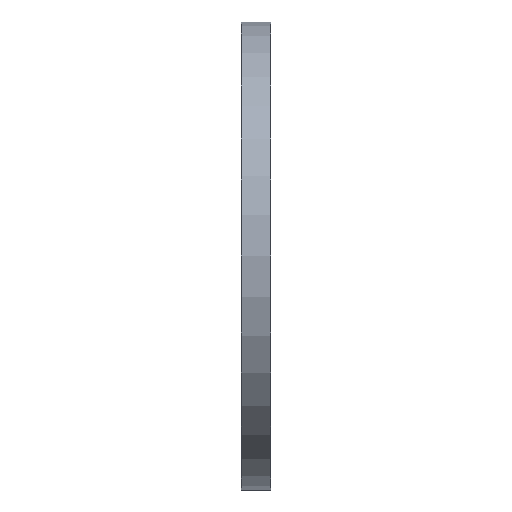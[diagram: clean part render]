
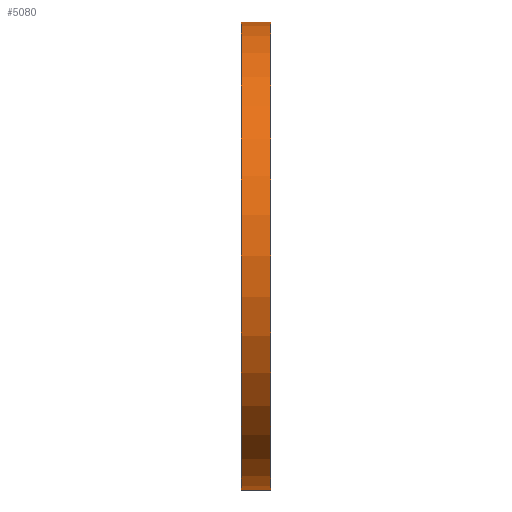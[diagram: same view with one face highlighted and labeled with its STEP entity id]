
A CAD part, left-side view. The second image highlights one B-rep face of the part: STEP entity #5080.
In plain terms, the highlighted cylindrical face has radius 50.546 mm (diameter 101.092 mm), a partial arc.
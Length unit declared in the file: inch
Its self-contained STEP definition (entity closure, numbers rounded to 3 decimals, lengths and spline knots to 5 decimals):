
#24 = ORIENTED_EDGE ( 'NONE', *, *, #3024, .T. ) ;
#105 = EDGE_CURVE ( 'NONE', #2207, #384, #6149, .T. ) ;
#317 = FACE_OUTER_BOUND ( 'NONE', #1679, .T. ) ;
#384 = VERTEX_POINT ( 'NONE', #1274 ) ;
#413 = DIRECTION ( 'NONE',  ( 0., 0., 1. ) ) ;
#594 = CARTESIAN_POINT ( 'NONE',  ( 0., 0.25, 0. ) ) ;
#789 = CARTESIAN_POINT ( 'NONE',  ( 0., 0.25, -1.99 ) ) ;
#917 = VECTOR ( 'NONE', #5600, 39.37008 ) ;
#1274 = CARTESIAN_POINT ( 'NONE',  ( 0., 0., 1.99 ) ) ;
#1679 = EDGE_LOOP ( 'NONE', ( #6983, #6315, #24, #2277 ) ) ;
#2072 = VECTOR ( 'NONE', #4569, 39.37008 ) ;
#2125 = CYLINDRICAL_SURFACE ( 'NONE', #4885, 1.99 ) ;
#2207 = VERTEX_POINT ( 'NONE', #2887 ) ;
#2277 = ORIENTED_EDGE ( 'NONE', *, *, #3642, .T. ) ;
#2729 = CARTESIAN_POINT ( 'NONE',  ( 0., 0., 0. ) ) ;
#2887 = CARTESIAN_POINT ( 'NONE',  ( 0., 0.25, 1.99 ) ) ;
#3024 = EDGE_CURVE ( 'NONE', #4228, #7198, #6470, .T. ) ;
#3286 = DIRECTION ( 'NONE',  ( 0., 0., -1. ) ) ;
#3642 = EDGE_CURVE ( 'NONE', #7198, #384, #6150, .T. ) ;
#3833 = CARTESIAN_POINT ( 'NONE',  ( 0., 0.25, 1.99 ) ) ;
#3901 = AXIS2_PLACEMENT_3D ( 'NONE', #594, #5889, #6662 ) ;
#4228 = VERTEX_POINT ( 'NONE', #7251 ) ;
#4315 = AXIS2_PLACEMENT_3D ( 'NONE', #2729, #7513, #413 ) ;
#4488 = CARTESIAN_POINT ( 'NONE',  ( 0., 0.25, 0. ) ) ;
#4566 = DIRECTION ( 'NONE',  ( 0., -1., 0. ) ) ;
#4569 = DIRECTION ( 'NONE',  ( 0., -1., 0. ) ) ;
#4579 = CARTESIAN_POINT ( 'NONE',  ( 0., 0., -1.99 ) ) ;
#4885 = AXIS2_PLACEMENT_3D ( 'NONE', #4488, #4566, #3286 ) ;
#5080 = ADVANCED_FACE ( 'NONE', ( #317 ), #2125, .T. ) ;
#5600 = DIRECTION ( 'NONE',  ( 0., -1., 0. ) ) ;
#5889 = DIRECTION ( 'NONE',  ( 0., 1., 0. ) ) ;
#6147 = EDGE_CURVE ( 'NONE', #4228, #2207, #7235, .T. ) ;
#6149 = LINE ( 'NONE', #3833, #917 ) ;
#6150 = CIRCLE ( 'NONE', #4315, 1.99 ) ;
#6315 = ORIENTED_EDGE ( 'NONE', *, *, #6147, .F. ) ;
#6470 = LINE ( 'NONE', #789, #2072 ) ;
#6662 = DIRECTION ( 'NONE',  ( 0., 0., 1. ) ) ;
#6983 = ORIENTED_EDGE ( 'NONE', *, *, #105, .F. ) ;
#7198 = VERTEX_POINT ( 'NONE', #4579 ) ;
#7235 = CIRCLE ( 'NONE', #3901, 1.99 ) ;
#7251 = CARTESIAN_POINT ( 'NONE',  ( 0., 0.25, -1.99 ) ) ;
#7513 = DIRECTION ( 'NONE',  ( 0., 1., 0. ) ) ;
